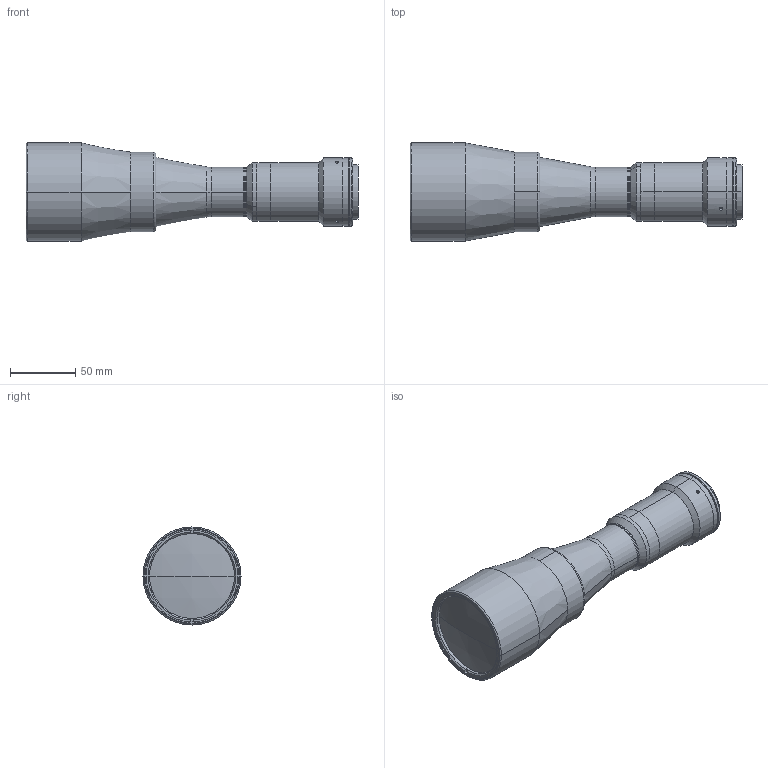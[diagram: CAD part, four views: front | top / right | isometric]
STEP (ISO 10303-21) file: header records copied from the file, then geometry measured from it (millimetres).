
FILE_DESCRIPTION (( 'STEP AP203' ), '1' );
FILE_NAME ('DP32109-A_TC4MHRP048-J.step', '2022-06-13T08:00:58', ( '' ), ( '' ), 'SwSTEP 2.0', 'SolidWorks 2021', '' );
FILE_SCHEMA (( 'CONFIG_CONTROL_DESIGN' ));
Length unit declared in the file: millimetre
Products named in the file (1): DP32109-A_TC4MHRP048-J
Bounding box: 253.81 x 75 x 75 mm (x, y, z)
Surface area: 66175.1 mm2 (no closed solid volume)
Topology: 0 solids, 23 shells, 100 faces, 276 edges, 197 vertices
Faces by surface type: cylinder 52, plane 24, cone 16, torus 6, sphere 2
Entity records: 3515 total; most frequent: CARTESIAN_POINT 814, DIRECTION 616, ORIENTED_EDGE 432, EDGE_CURVE 276, AXIS2_PLACEMENT_3D 255, VERTEX_POINT 197, CIRCLE 154, EDGE_LOOP 120
